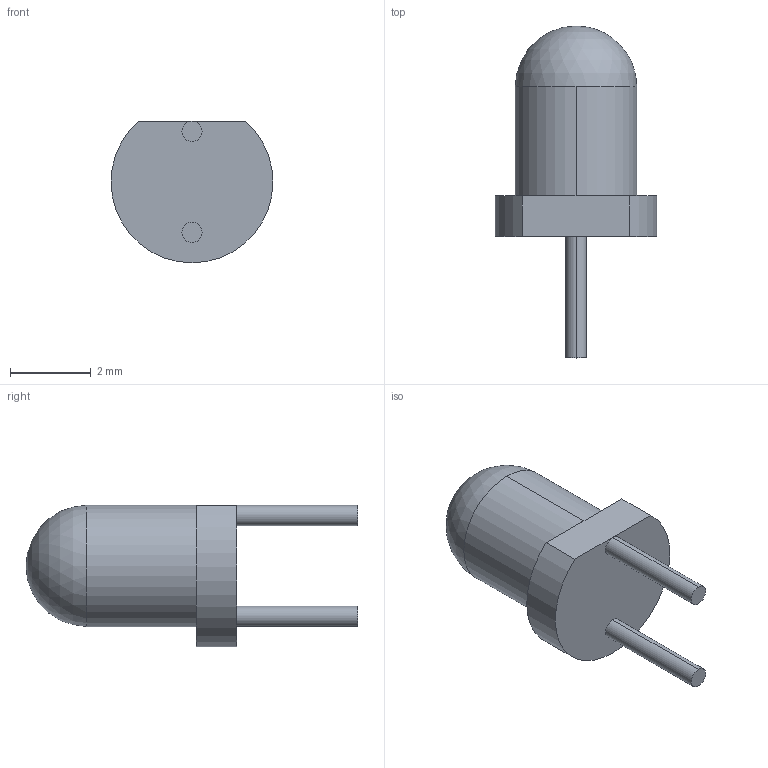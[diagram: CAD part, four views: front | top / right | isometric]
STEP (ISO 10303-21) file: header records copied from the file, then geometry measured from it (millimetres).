
FILE_DESCRIPTION (( 'STEP AP214' ), '1' );
FILE_NAME ('ALSRobot-LED Red 3mm.STEP', '2018-12-17T14:21:50', ( '' ), ( '' ), 'SwSTEP 2.0', 'SolidWorks 2018', '' );
FILE_SCHEMA (( 'AUTOMOTIVE_DESIGN' ));
Length unit declared in the file: millimetre
Products named in the file (1): ALSRobot-LED Red 3mm
Bounding box: 4 x 8.2 x 3.5 mm (x, y, z)
Volume: 39 mm3; surface area: 77.6 mm2
Topology: 1 solids, 1 shells, 13 faces, 28 edges, 18 vertices
Faces by surface type: cylinder 7, plane 5, sphere 1
Entity records: 432 total; most frequent: DIRECTION 66, CARTESIAN_POINT 54, ORIENTED_EDGE 48, AXIS2_PLACEMENT_3D 28, EDGE_CURVE 24, EDGE_LOOP 16, VERTEX_POINT 16, CIRCLE 14
